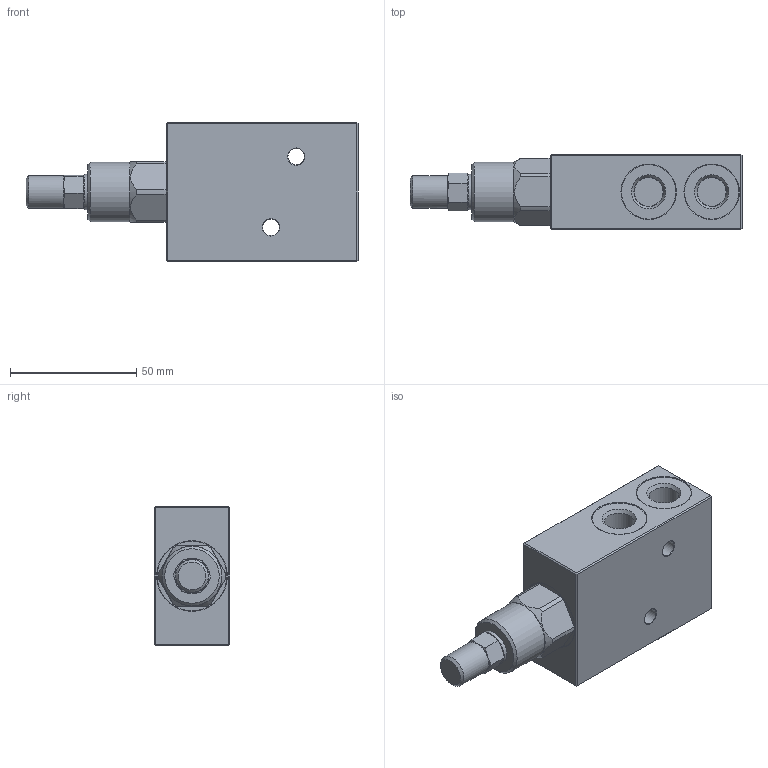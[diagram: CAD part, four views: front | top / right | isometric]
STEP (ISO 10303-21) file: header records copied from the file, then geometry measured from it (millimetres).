
FILE_DESCRIPTION(/* description */ ('Unknown'),/* implementation_level */ '2;1');
FILE_NAME(/* name */ 'V0382',/* time_stamp */ '2023-02-16T09:39:47+01:00',/* author */ ('Unknown'),/* organization */ ('Unknown'),/* preprocessor_version */ 'ST-DEVELOPER v16.7',/* originating_system */ 'DEX',/* authorisation */ $);
FILE_SCHEMA (('AUTOMOTIVE_DESIGN {1 0 10303 214 3 1 1}'));
Length unit declared in the file: millimetre
Products named in the file (1): V0382_old
Bounding box: 131.6 x 30 x 55 mm (x, y, z)
Volume: 133920.7 mm3; surface area: 22691 mm2
Topology: 1 solids, 1 shells, 121 faces, 286 edges, 167 vertices
Faces by surface type: plane 50, cone 23, cylinder 20, torus 16, bspline 12
Full cylindrical faces by diameter (mm): 6.5 x2, 11.8 x4, 13 x1, 14 x1, 22 x4, 23.6 x1, 28 x1
Entity records: 4738 total; most frequent: CARTESIAN_POINT 1568, DIRECTION 446, ORIENTED_EDGE 430, EDGE_CURVE 215, AXIS2_PLACEMENT_3D 187, EDGE_LOOP 172, FACE_BOUND 172, VERTEX_POINT 143
